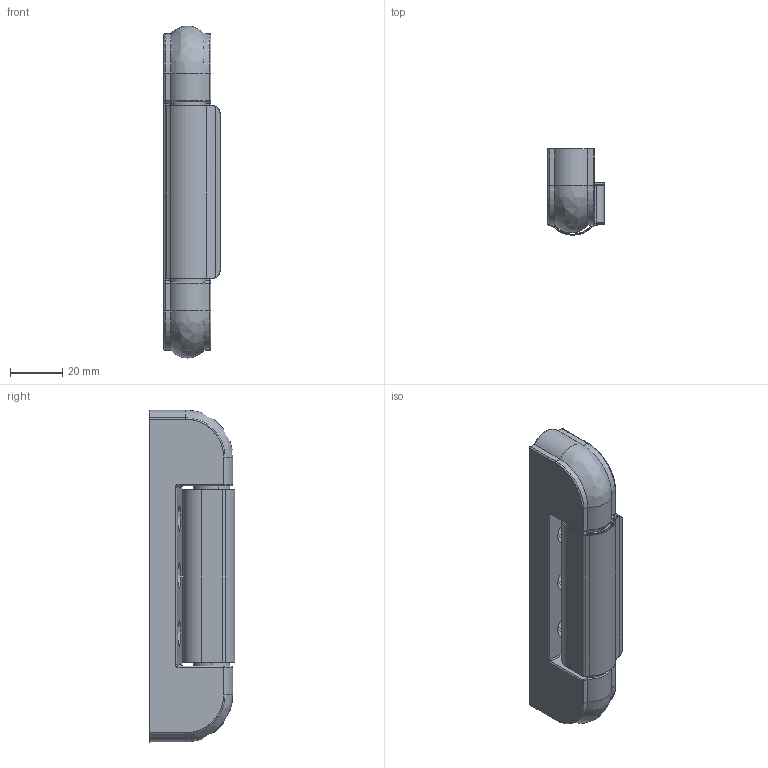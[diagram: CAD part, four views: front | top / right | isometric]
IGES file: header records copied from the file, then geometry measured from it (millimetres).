
Start section: SolidWorks IGES file using analytic representation for surfaces
Global section: file name: AH-1332.IGS,15HSolidWorks; native system: 2010; preprocessor: SolidWorks 2010; author: Administrator; date: 120423.153742; units: millimetre
Bounding box: 21.5 x 32.84 x 127 mm (x, y, z)
Surface area: 25690.1 mm2 (no closed solid volume)
Topology: 0 solids, 0 shells, 178 faces, 2500 edges, 2496 vertices
Faces by surface type: revolution 91, bspline 87
